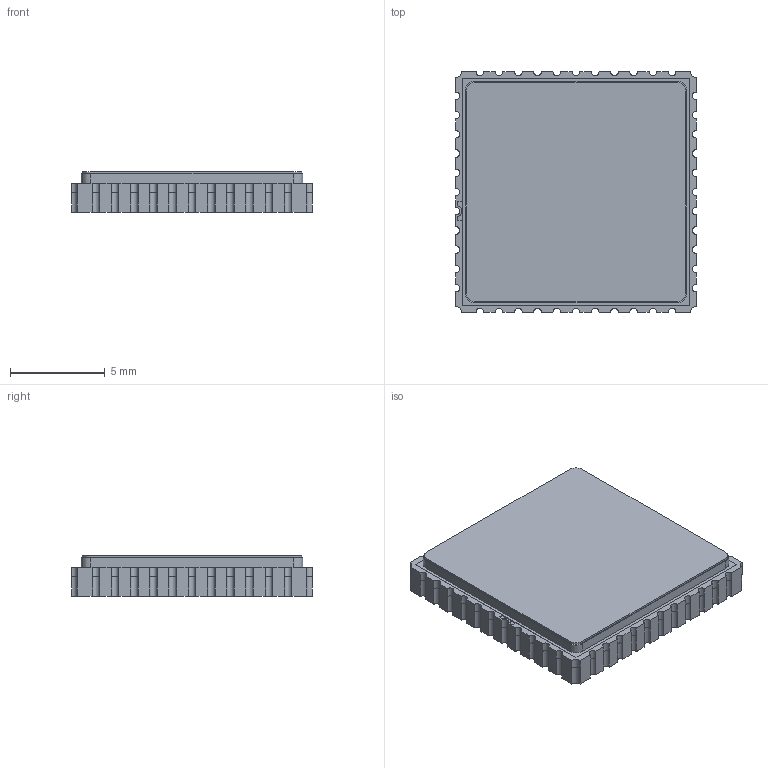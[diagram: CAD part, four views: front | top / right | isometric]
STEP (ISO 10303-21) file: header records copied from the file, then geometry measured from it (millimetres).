
FILE_DESCRIPTION(('STEP AP203'), '1');
FILE_NAME('ÒÀÑÔ.301176.007_Êîðïóñ ÌÊ 5142.48-À', '', ('UNSPECIFIED'), ('UNSPECIFIED'), 'ASCON STEP Converter 1.6', 'ASCON Math Kernel', '');
FILE_SCHEMA(('CONFIG_CONTROL_DESIGN'));
Length unit declared in the file: millimetre
Products named in the file (6): 甡晟.301176.007; 甡晟.431433.007; 甡晟.758771.007; 甡晟.741126.014; 甡晟.741126.015; 甡晟.757482.007
Assembly tree (5 placements, depth 3):
  甡晟.301176.007
    甡晟.431433.007
      甡晟.758771.007
      甡晟.741126.014
      甡晟.741126.015
    甡晟.757482.007
Bounding box: 12.7 x 12.7 x 2.12 mm (x, y, z)
Volume: 214.3 mm3; surface area: 975.6 mm2
Topology: 4 solids, 4 shells, 910 faces, 2550 edges, 1700 vertices
Faces by surface type: plane 777, cylinder 133
Entity records: 36526 total; most frequent: CARTESIAN_POINT 5166, ORIENTED_EDGE 5100, DIRECTION 4648, EDGE_CURVE 2550, LINE 2284, VECTOR 2284, VERTEX_POINT 1700, AXIS2_PLACEMENT_3D 1182
